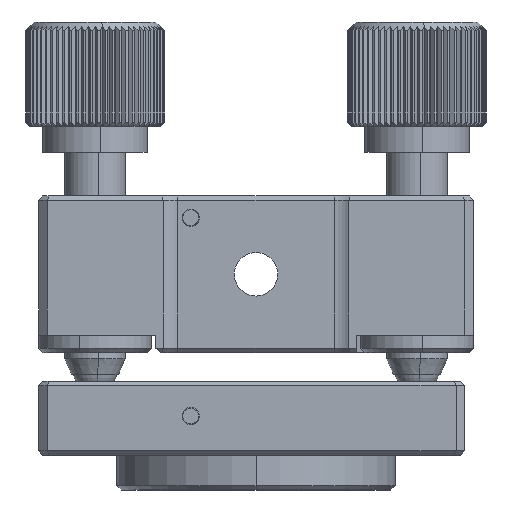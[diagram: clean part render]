
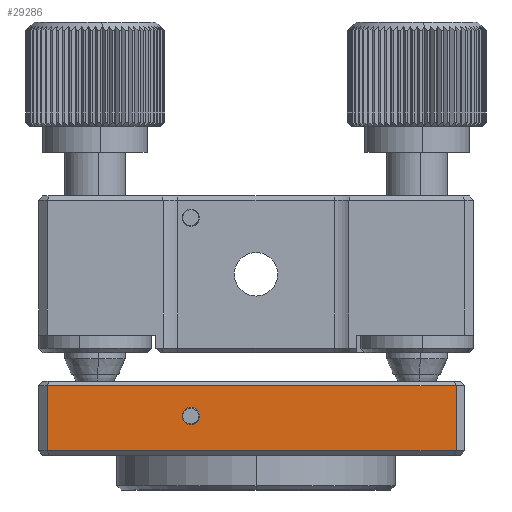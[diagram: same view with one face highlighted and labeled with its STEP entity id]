
A CAD part, left-side view. The second image highlights one B-rep face of the part: STEP entity #29286.
In plain terms, the highlighted planar face has unit normal (-1, 0, 0).
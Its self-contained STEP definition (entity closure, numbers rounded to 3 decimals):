
#554 = FACE_OUTER_BOUND ( 'NONE', #22999, .T. ) ;
#688 = ORIENTED_EDGE ( 'NONE', *, *, #23731, .F. ) ;
#1716 = EDGE_LOOP ( 'NONE', ( #24525, #4443 ) ) ;
#1750 = FACE_BOUND ( 'NONE', #1716, .T. ) ;
#2085 = CARTESIAN_POINT ( 'NONE',  ( -24., -25.117, -4.205 ) ) ;
#2993 = DIRECTION ( 'NONE',  ( 0., 0., 1. ) ) ;
#4392 = EDGE_CURVE ( 'NONE', #27312, #22027, #32530, .T. ) ;
#4443 = ORIENTED_EDGE ( 'NONE', *, *, #25360, .F. ) ;
#5356 = ORIENTED_EDGE ( 'NONE', *, *, #4392, .T. ) ;
#5439 = VERTEX_POINT ( 'NONE', #28260 ) ;
#6738 = CARTESIAN_POINT ( 'NONE',  ( -24., -25.117, -3.705 ) ) ;
#7019 = EDGE_CURVE ( 'NONE', #8284, #23939, #27817, .T. ) ;
#7072 = ORIENTED_EDGE ( 'NONE', *, *, #11794, .T. ) ;
#7217 = LINE ( 'NONE', #27437, #14402 ) ;
#8284 = VERTEX_POINT ( 'NONE', #15444 ) ;
#8482 = LINE ( 'NONE', #27341, #28773 ) ;
#10795 = DIRECTION ( 'NONE',  ( -1., 0., 0. ) ) ;
#10872 = CARTESIAN_POINT ( 'NONE',  ( -24., 5.383, 1.295 ) ) ;
#11485 = VECTOR ( 'NONE', #26890, 1000. ) ;
#11794 = EDGE_CURVE ( 'NONE', #23939, #27312, #8482, .T. ) ;
#12116 = CARTESIAN_POINT ( 'NONE',  ( -24., 21.883, 3.795 ) ) ;
#12236 = VECTOR ( 'NONE', #19576, 1000. ) ;
#12280 = CIRCLE ( 'NONE', #27801, 1. ) ;
#13530 = CARTESIAN_POINT ( 'NONE',  ( -24., 5.383, 0.295 ) ) ;
#14402 = VECTOR ( 'NONE', #24994, 1000. ) ;
#14477 = CIRCLE ( 'NONE', #27398, 1. ) ;
#15123 = EDGE_CURVE ( 'NONE', #17109, #5439, #14477, .T. ) ;
#15444 = CARTESIAN_POINT ( 'NONE',  ( -24., 21.883, -3.705 ) ) ;
#15709 = DIRECTION ( 'NONE',  ( 0., 0., -1. ) ) ;
#16097 = ORIENTED_EDGE ( 'NONE', *, *, #7019, .T. ) ;
#17109 = VERTEX_POINT ( 'NONE', #10872 ) ;
#17702 = DIRECTION ( 'NONE',  ( 1., 0., 0. ) ) ;
#19350 = CARTESIAN_POINT ( 'NONE',  ( -24., -25.117, 3.795 ) ) ;
#19576 = DIRECTION ( 'NONE',  ( 0., 1., 0. ) ) ;
#22027 = VERTEX_POINT ( 'NONE', #12116 ) ;
#22210 = DIRECTION ( 'NONE',  ( 0., 0., 1. ) ) ;
#22999 = EDGE_LOOP ( 'NONE', ( #688, #16097, #7072, #5356 ) ) ;
#23311 = CARTESIAN_POINT ( 'NONE',  ( -24., -25.117, 3.795 ) ) ;
#23425 = DIRECTION ( 'NONE',  ( -1., 0., 0. ) ) ;
#23591 = CARTESIAN_POINT ( 'NONE',  ( -24., 5.383, 0.295 ) ) ;
#23731 = EDGE_CURVE ( 'NONE', #8284, #22027, #7217, .T. ) ;
#23939 = VERTEX_POINT ( 'NONE', #25983 ) ;
#24525 = ORIENTED_EDGE ( 'NONE', *, *, #15123, .F. ) ;
#24994 = DIRECTION ( 'NONE',  ( 0., 0., 1. ) ) ;
#25038 = PLANE ( 'NONE',  #32381 ) ;
#25360 = EDGE_CURVE ( 'NONE', #5439, #17109, #12280, .T. ) ;
#25983 = CARTESIAN_POINT ( 'NONE',  ( -24., -25.117, -3.705 ) ) ;
#26890 = DIRECTION ( 'NONE',  ( 0., -1., 0. ) ) ;
#27312 = VERTEX_POINT ( 'NONE', #23311 ) ;
#27341 = CARTESIAN_POINT ( 'NONE',  ( -24., -25.117, -4.205 ) ) ;
#27398 = AXIS2_PLACEMENT_3D ( 'NONE', #13530, #23425, #28537 ) ;
#27437 = CARTESIAN_POINT ( 'NONE',  ( -24., 21.883, -4.205 ) ) ;
#27801 = AXIS2_PLACEMENT_3D ( 'NONE', #23591, #10795, #2993 ) ;
#27817 = LINE ( 'NONE', #6738, #11485 ) ;
#28260 = CARTESIAN_POINT ( 'NONE',  ( -24., 5.383, -0.705 ) ) ;
#28537 = DIRECTION ( 'NONE',  ( 0., 0., 1. ) ) ;
#28773 = VECTOR ( 'NONE', #22210, 1000. ) ;
#29286 = ADVANCED_FACE ( 'NONE', ( #1750, #554 ), #25038, .F. ) ;
#32381 = AXIS2_PLACEMENT_3D ( 'NONE', #2085, #17702, #15709 ) ;
#32530 = LINE ( 'NONE', #19350, #12236 ) ;
